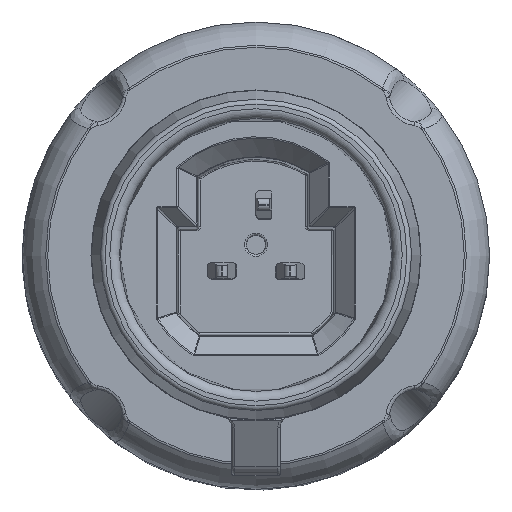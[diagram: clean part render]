
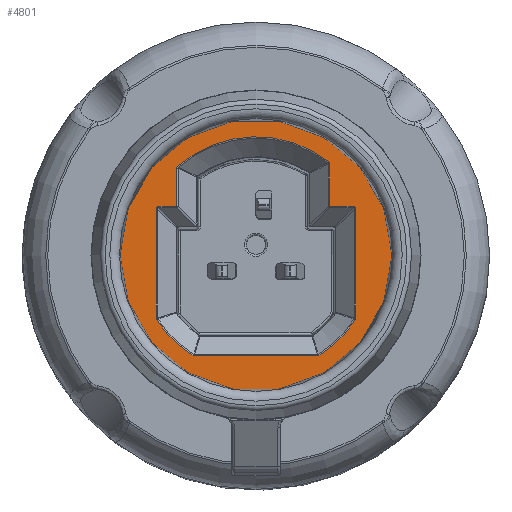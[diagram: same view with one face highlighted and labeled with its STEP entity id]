
A CAD part, top view. The second image highlights one B-rep face of the part: STEP entity #4801.
In plain terms, the highlighted planar face has unit normal (0, 0, 1).
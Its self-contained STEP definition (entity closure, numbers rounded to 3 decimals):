
#108=ELLIPSE('',#5279,0.348,0.2);
#111=ELLIPSE('',#5304,0.348,0.2);
#113=ELLIPSE('',#5317,0.125,0.108);
#201=B_SPLINE_CURVE_WITH_KNOTS('',3,(#8799,#8800,#8801,#8802,#8803),
 .UNSPECIFIED.,.F.,.F.,(4,1,4),(0.,0.006,
0.013),.UNSPECIFIED.);
#423=FACE_BOUND('',#978,.T.);
#471=PLANE('',#5324);
#664=FACE_OUTER_BOUND('',#977,.T.);
#977=EDGE_LOOP('',(#3827));
#978=EDGE_LOOP('',(#3828,#3829,#3830,#3831,#3832,#3833,#3834,#3835,#3836,
#3837,#3838,#3839,#3840,#3841,#3842,#3843,#3844,#3845));
#1275=LINE('',#8613,#1505);
#1278=LINE('',#8647,#1508);
#1279=LINE('',#8698,#1509);
#1280=LINE('',#8744,#1510);
#1281=LINE('',#8771,#1511);
#1282=LINE('',#8775,#1512);
#1284=LINE('',#8835,#1514);
#1505=VECTOR('',#6344,10.);
#1508=VECTOR('',#6359,10.);
#1509=VECTOR('',#6384,10.);
#1510=VECTOR('',#6403,10.);
#1511=VECTOR('',#6412,10.);
#1512=VECTOR('',#6417,10.);
#1514=VECTOR('',#6441,10.);
#1704=CIRCLE('',#5284,0.142);
#1707=CIRCLE('',#5288,6.083);
#1709=CIRCLE('',#5291,0.142);
#1712=CIRCLE('',#5295,0.142);
#1714=CIRCLE('',#5298,6.083);
#1716=CIRCLE('',#5300,0.142);
#1725=CIRCLE('',#5314,6.083);
#1729=CIRCLE('',#5325,6.975);
#2111=VERTEX_POINT('',#8610);
#2112=VERTEX_POINT('',#8612);
#2114=VERTEX_POINT('',#8637);
#2116=VERTEX_POINT('',#8643);
#2118=VERTEX_POINT('',#8664);
#2120=VERTEX_POINT('',#8670);
#2122=VERTEX_POINT('',#8691);
#2123=VERTEX_POINT('',#8696);
#2124=VERTEX_POINT('',#8715);
#2125=VERTEX_POINT('',#8719);
#2126=VERTEX_POINT('',#8738);
#2127=VERTEX_POINT('',#8742);
#2128=VERTEX_POINT('',#8765);
#2129=VERTEX_POINT('',#8769);
#2130=VERTEX_POINT('',#8774);
#2131=VERTEX_POINT('',#8797);
#2132=VERTEX_POINT('',#8805);
#2134=VERTEX_POINT('',#8826);
#2137=VERTEX_POINT('',#8857);
#2702=EDGE_CURVE('',#2111,#2112,#1275,.T.);
#2707=EDGE_CURVE('',#2112,#2114,#108,.T.);
#2710=EDGE_CURVE('',#2114,#2116,#1278,.T.);
#2713=EDGE_CURVE('',#2116,#2118,#1704,.T.);
#2716=EDGE_CURVE('',#2118,#2120,#1707,.T.);
#2719=EDGE_CURVE('',#2120,#2122,#1709,.T.);
#2721=EDGE_CURVE('',#2122,#2123,#1279,.T.);
#2723=EDGE_CURVE('',#2123,#2124,#1712,.T.);
#2725=EDGE_CURVE('',#2124,#2125,#1714,.T.);
#2727=EDGE_CURVE('',#2125,#2126,#1716,.T.);
#2729=EDGE_CURVE('',#2126,#2127,#1280,.T.);
#2731=EDGE_CURVE('',#2127,#2128,#111,.T.);
#2733=EDGE_CURVE('',#2128,#2129,#1281,.T.);
#2735=EDGE_CURVE('',#2129,#2130,#1282,.T.);
#2738=EDGE_CURVE('',#2130,#2131,#201,.T.);
#2741=EDGE_CURVE('',#2131,#2132,#1725,.T.);
#2744=EDGE_CURVE('',#2132,#2134,#113,.T.);
#2747=EDGE_CURVE('',#2134,#2111,#1284,.T.);
#2750=EDGE_CURVE('',#2137,#2137,#1729,.T.);
#3827=ORIENTED_EDGE('',*,*,#2750,.T.);
#3828=ORIENTED_EDGE('',*,*,#2702,.F.);
#3829=ORIENTED_EDGE('',*,*,#2747,.F.);
#3830=ORIENTED_EDGE('',*,*,#2744,.F.);
#3831=ORIENTED_EDGE('',*,*,#2741,.F.);
#3832=ORIENTED_EDGE('',*,*,#2738,.F.);
#3833=ORIENTED_EDGE('',*,*,#2735,.F.);
#3834=ORIENTED_EDGE('',*,*,#2733,.F.);
#3835=ORIENTED_EDGE('',*,*,#2731,.F.);
#3836=ORIENTED_EDGE('',*,*,#2729,.F.);
#3837=ORIENTED_EDGE('',*,*,#2727,.F.);
#3838=ORIENTED_EDGE('',*,*,#2725,.F.);
#3839=ORIENTED_EDGE('',*,*,#2723,.F.);
#3840=ORIENTED_EDGE('',*,*,#2721,.F.);
#3841=ORIENTED_EDGE('',*,*,#2719,.F.);
#3842=ORIENTED_EDGE('',*,*,#2716,.F.);
#3843=ORIENTED_EDGE('',*,*,#2713,.F.);
#3844=ORIENTED_EDGE('',*,*,#2710,.F.);
#3845=ORIENTED_EDGE('',*,*,#2707,.F.);
#4801=ADVANCED_FACE('',(#664,#423),#471,.T.);
#5279=AXIS2_PLACEMENT_3D('',#8641,#6352,#6353);
#5284=AXIS2_PLACEMENT_3D('',#8668,#6364,#6365);
#5288=AXIS2_PLACEMENT_3D('',#8674,#6372,#6373);
#5291=AXIS2_PLACEMENT_3D('',#8694,#6378,#6379);
#5295=AXIS2_PLACEMENT_3D('',#8717,#6387,#6388);
#5298=AXIS2_PLACEMENT_3D('',#8721,#6393,#6394);
#5300=AXIS2_PLACEMENT_3D('',#8740,#6397,#6398);
#5304=AXIS2_PLACEMENT_3D('',#8767,#6406,#6407);
#5314=AXIS2_PLACEMENT_3D('',#8809,#6428,#6429);
#5317=AXIS2_PLACEMENT_3D('',#8830,#6434,#6435);
#5324=AXIS2_PLACEMENT_3D('',#8856,#6450,#6451);
#5325=AXIS2_PLACEMENT_3D('',#8858,#6452,#6453);
#6344=DIRECTION('',(-1.,0.,0.));
#6352=DIRECTION('center_axis',(0.,0.,
1.));
#6353=DIRECTION('ref_axis',(-0.707,0.707,0.));
#6359=DIRECTION('',(0.,-1.,0.));
#6364=DIRECTION('center_axis',(0.,0.,
1.));
#6365=DIRECTION('ref_axis',(-0.84,-0.542,0.));
#6372=DIRECTION('center_axis',(0.,0.,
1.));
#6373=DIRECTION('ref_axis',(-0.702,-0.712,0.));
#6378=DIRECTION('center_axis',(0.,0.,
1.));
#6379=DIRECTION('ref_axis',(-0.002,-1.,0.));
#6384=DIRECTION('',(1.,0.,0.));
#6387=DIRECTION('center_axis',(0.,0.,
1.));
#6388=DIRECTION('ref_axis',(0.53,-0.848,0.));
#6393=DIRECTION('center_axis',(0.,0.,
1.));
#6394=DIRECTION('ref_axis',(0.702,-0.712,0.));
#6397=DIRECTION('center_axis',(0.,0.,
1.));
#6398=DIRECTION('ref_axis',(1.,-0.002,0.));
#6403=DIRECTION('',(0.,1.,0.));
#6406=DIRECTION('center_axis',(0.,0.,
1.));
#6407=DIRECTION('ref_axis',(0.707,0.707,0.));
#6412=DIRECTION('',(-1.,0.,0.));
#6417=DIRECTION('',(0.,1.,0.));
#6428=DIRECTION('center_axis',(0.,0.,
1.));
#6429=DIRECTION('ref_axis',(-0.032,1.,0.));
#6434=DIRECTION('center_axis',(0.,0.,
1.));
#6435=DIRECTION('ref_axis',(-0.411,-0.912,0.));
#6441=DIRECTION('',(0.,-1.,0.));
#6450=DIRECTION('center_axis',(0.,0.,
1.));
#6451=DIRECTION('ref_axis',(-1.,0.,0.));
#6452=DIRECTION('center_axis',(0.,0.,
1.));
#6453=DIRECTION('ref_axis',(-1.,0.,0.));
#8610=CARTESIAN_POINT('',(-4.073,2.503,30.68));
#8612=CARTESIAN_POINT('',(-4.987,2.503,30.68));
#8613=CARTESIAN_POINT('',(0.876,2.503,30.68));
#8637=CARTESIAN_POINT('',(-5.128,2.362,30.68));
#8641=CARTESIAN_POINT('Origin',(-4.844,2.219,30.68));
#8643=CARTESIAN_POINT('',(-5.128,-3.231,30.68));
#8647=CARTESIAN_POINT('',(-5.128,-0.731,30.68));
#8664=CARTESIAN_POINT('',(-5.105,-3.307,30.68));
#8668=CARTESIAN_POINT('Origin',(-4.986,-3.23,30.68));
#8670=CARTESIAN_POINT('',(-3.235,-5.151,30.68));
#8674=CARTESIAN_POINT('Origin',(0.,0.,
30.68));
#8691=CARTESIAN_POINT('',(-3.16,-5.173,30.68));
#8694=CARTESIAN_POINT('Origin',(-3.16,-5.031,30.68));
#8696=CARTESIAN_POINT('',(3.16,-5.173,30.68));
#8698=CARTESIAN_POINT('',(2.59,-5.173,30.68));
#8715=CARTESIAN_POINT('',(3.235,-5.151,30.68));
#8717=CARTESIAN_POINT('Origin',(3.16,-5.031,30.68));
#8719=CARTESIAN_POINT('',(5.105,-3.307,30.68));
#8721=CARTESIAN_POINT('Origin',(0.,0.,
30.68));
#8738=CARTESIAN_POINT('',(5.128,-3.231,30.68));
#8740=CARTESIAN_POINT('Origin',(4.986,-3.23,30.68));
#8742=CARTESIAN_POINT('',(5.128,2.362,30.68));
#8744=CARTESIAN_POINT('',(5.128,0.343,30.68));
#8765=CARTESIAN_POINT('',(4.987,2.503,30.68));
#8767=CARTESIAN_POINT('Origin',(4.844,2.219,30.68));
#8769=CARTESIAN_POINT('',(3.783,2.503,30.68));
#8771=CARTESIAN_POINT('',(2.537,2.503,30.68));
#8774=CARTESIAN_POINT('',(3.783,4.695,30.68));
#8775=CARTESIAN_POINT('',(3.783,1.045,30.68));
#8797=CARTESIAN_POINT('',(3.728,4.806,30.68));
#8799=CARTESIAN_POINT('Ctrl Pts',(3.783,4.695,30.68));
#8800=CARTESIAN_POINT('Ctrl Pts',(3.783,4.713,30.68));
#8801=CARTESIAN_POINT('Ctrl Pts',(3.775,4.756,30.68));
#8802=CARTESIAN_POINT('Ctrl Pts',(3.748,4.791,30.68));
#8803=CARTESIAN_POINT('Ctrl Pts',(3.728,4.806,30.68));
#8805=CARTESIAN_POINT('',(-4.025,4.561,30.68));
#8809=CARTESIAN_POINT('Origin',(0.,0.,
30.68));
#8826=CARTESIAN_POINT('',(-4.073,4.455,30.68));
#8830=CARTESIAN_POINT('Origin',(-3.962,4.468,30.68));
#8835=CARTESIAN_POINT('',(-4.073,0.342,30.68));
#8856=CARTESIAN_POINT('Origin',(2.5,0.,30.68));
#8857=CARTESIAN_POINT('',(-6.975,0.,30.68));
#8858=CARTESIAN_POINT('Origin',(0.,0.,
30.68));
